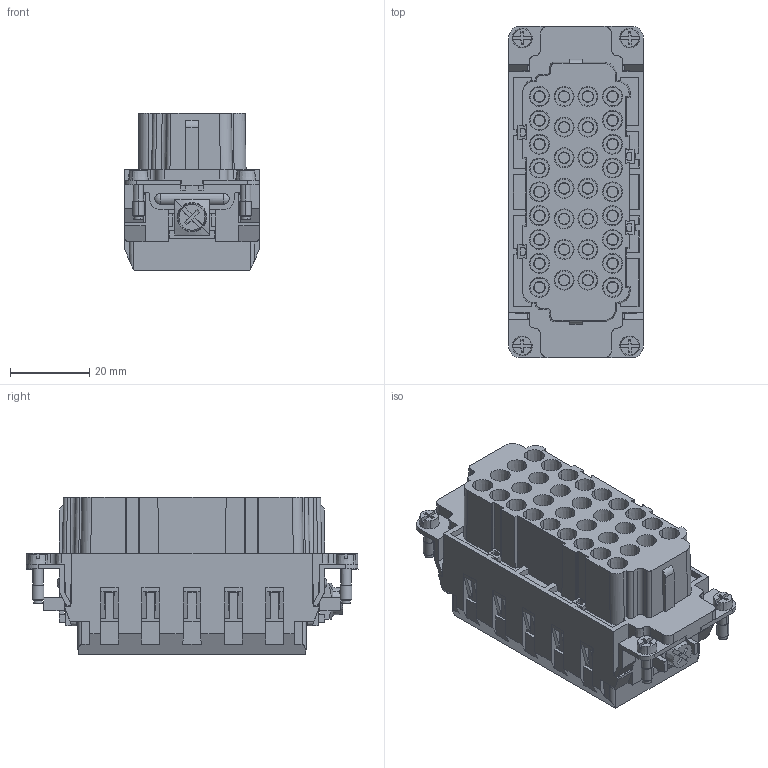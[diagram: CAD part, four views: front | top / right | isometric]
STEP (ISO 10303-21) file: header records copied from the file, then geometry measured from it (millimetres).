
FILE_DESCRIPTION(('CATIA V5 STEP Exchange','CAx-IF Rec.Pracs.--- Model Styling and Organization---1.5--- 2016-08-15','CAx-IF Rec.Pracs.---Supplemental Geometry---1.0---2011-11-01','CAx-IF Rec.Pracs.--- Composite Materials ---1.1---2010-07-15'),'2;1');
FILE_NAME ('2001670-5_0', '2024-10-22T08:07:17+00:00', ('none'), ('Weidmueller'), 'CATIA Version 5-6 Release 2022 SP4 HF5', 'CATIA V5 STEP AP214 v3', 'none');
FILE_SCHEMA(('AUTOMOTIVE_DESIGN { 1 0 10303 214 1 1 1 1 }'));
Products named in the file (1): 3023910000
Bounding box: 33.9 x 83.54 x 39.7 mm (x, y, z)
Volume: 62927 mm3; surface area: 29296.9 mm2
Topology: 1 solids, 1 shells, 2268 faces, 6396 edges, 4258 vertices
Faces by surface type: plane 1508, cylinder 414, cone 308, extrusion 32, sphere 4, bspline 2
Entity records: 85495 total; most frequent: CARTESIAN_POINT 29326, ORIENTED_EDGE 12792, DIRECTION 8419, EDGE_CURVE 6396, VERTEX_POINT 4258, VECTOR 4073, LINE 4041, EDGE_LOOP 2422
